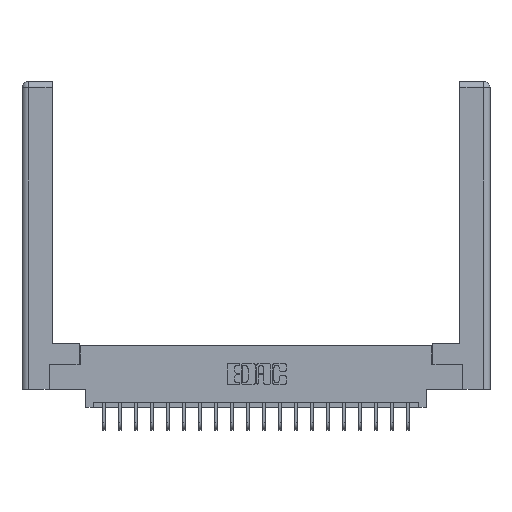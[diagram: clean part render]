
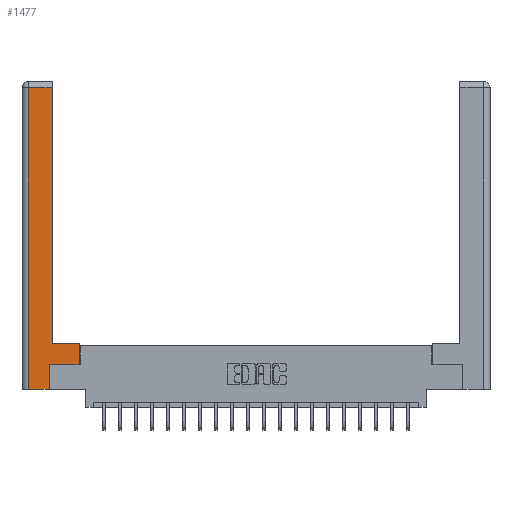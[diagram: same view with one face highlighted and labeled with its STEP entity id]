
A CAD part, top view. The second image highlights one B-rep face of the part: STEP entity #1477.
In plain terms, the highlighted planar face has unit normal (0, 0, 1).
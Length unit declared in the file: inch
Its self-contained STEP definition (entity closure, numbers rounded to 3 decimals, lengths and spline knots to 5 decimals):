
#322 = ORIENTED_EDGE ( 'NONE', *, *, #1000, .T. ) ;
#447 = VECTOR ( 'NONE', #15284, 39.37008 ) ;
#1000 = EDGE_CURVE ( 'NONE', #13605, #13007, #19945, .T. ) ;
#1477 = ADVANCED_FACE ( 'NONE', ( #18321 ), #17247, .F. ) ;
#1516 = VECTOR ( 'NONE', #20870, 39.37008 ) ;
#1697 = VERTEX_POINT ( 'NONE', #16246 ) ;
#1953 = EDGE_CURVE ( 'NONE', #13007, #1697, #5074, .T. ) ;
#2580 = VECTOR ( 'NONE', #17082, 39.37008 ) ;
#2872 = CARTESIAN_POINT ( 'NONE',  ( 0.265, 0.245, 0. ) ) ;
#3465 = CARTESIAN_POINT ( 'NONE',  ( 0.565, 0.245, 0. ) ) ;
#3676 = CARTESIAN_POINT ( 'NONE',  ( 0.295, 3., 0. ) ) ;
#3884 = DIRECTION ( 'NONE',  ( 0., -1., 0. ) ) ;
#4202 = ORIENTED_EDGE ( 'NONE', *, *, #12083, .T. ) ;
#4363 = LINE ( 'NONE', #16725, #6569 ) ;
#4466 = ORIENTED_EDGE ( 'NONE', *, *, #1953, .T. ) ;
#4581 = CARTESIAN_POINT ( 'NONE',  ( 0.0615, 2.94, 0. ) ) ;
#4626 = EDGE_CURVE ( 'NONE', #1697, #12158, #17053, .T. ) ;
#5074 = LINE ( 'NONE', #4581, #2580 ) ;
#5222 = DIRECTION ( 'NONE',  ( 0., 1., 0. ) ) ;
#5493 = ORIENTED_EDGE ( 'NONE', *, *, #4626, .T. ) ;
#5748 = CARTESIAN_POINT ( 'NONE',  ( 0.0615, 0., 0. ) ) ;
#5994 = LINE ( 'NONE', #2872, #447 ) ;
#6002 = AXIS2_PLACEMENT_3D ( 'NONE', #22628, #22696, #12036 ) ;
#6057 = DIRECTION ( 'NONE',  ( 1., 0., 0. ) ) ;
#6211 = VERTEX_POINT ( 'NONE', #17168 ) ;
#6569 = VECTOR ( 'NONE', #6057, 39.37008 ) ;
#6571 = EDGE_CURVE ( 'NONE', #12158, #13163, #4363, .T. ) ;
#7118 = EDGE_CURVE ( 'NONE', #13163, #6211, #5994, .T. ) ;
#7406 = CARTESIAN_POINT ( 'NONE',  ( 0.295, 0.45, 0. ) ) ;
#8949 = DIRECTION ( 'NONE',  ( 0., 1., 0. ) ) ;
#9502 = CARTESIAN_POINT ( 'NONE',  ( 0.295, 2.94, 0. ) ) ;
#10334 = VERTEX_POINT ( 'NONE', #11767 ) ;
#10337 = CARTESIAN_POINT ( 'NONE',  ( 0.565, 0.45, 0. ) ) ;
#11747 = CARTESIAN_POINT ( 'NONE',  ( 0.265, 0., 0. ) ) ;
#11767 = CARTESIAN_POINT ( 'NONE',  ( 0.565, 0.245, 0. ) ) ;
#12036 = DIRECTION ( 'NONE',  ( -1., 0., 0. ) ) ;
#12083 = EDGE_CURVE ( 'NONE', #10334, #18022, #14536, .T. ) ;
#12158 = VERTEX_POINT ( 'NONE', #16322 ) ;
#12951 = ORIENTED_EDGE ( 'NONE', *, *, #21210, .T. ) ;
#13007 = VERTEX_POINT ( 'NONE', #9502 ) ;
#13163 = VERTEX_POINT ( 'NONE', #11747 ) ;
#13605 = VERTEX_POINT ( 'NONE', #16647 ) ;
#13801 = CARTESIAN_POINT ( 'NONE',  ( 0.565, 0.45, 0. ) ) ;
#14273 = DIRECTION ( 'NONE',  ( 1., 0., 0. ) ) ;
#14297 = ORIENTED_EDGE ( 'NONE', *, *, #6571, .T. ) ;
#14528 = ORIENTED_EDGE ( 'NONE', *, *, #16456, .T. ) ;
#14536 = LINE ( 'NONE', #10337, #16208 ) ;
#15284 = DIRECTION ( 'NONE',  ( 0., 1., 0. ) ) ;
#15433 = LINE ( 'NONE', #7406, #1516 ) ;
#15521 = VECTOR ( 'NONE', #8949, 39.37008 ) ;
#15946 = VECTOR ( 'NONE', #3884, 39.37008 ) ;
#16208 = VECTOR ( 'NONE', #5222, 39.37008 ) ;
#16246 = CARTESIAN_POINT ( 'NONE',  ( 0.0615, 2.94, 0. ) ) ;
#16322 = CARTESIAN_POINT ( 'NONE',  ( 0.0615, 0., 0. ) ) ;
#16456 = EDGE_CURVE ( 'NONE', #6211, #10334, #18230, .T. ) ;
#16647 = CARTESIAN_POINT ( 'NONE',  ( 0.295, 0.45, 0. ) ) ;
#16725 = CARTESIAN_POINT ( 'NONE',  ( 0.265, 0., 0. ) ) ;
#17053 = LINE ( 'NONE', #5748, #15946 ) ;
#17082 = DIRECTION ( 'NONE',  ( -1., 0., 0. ) ) ;
#17168 = CARTESIAN_POINT ( 'NONE',  ( 0.265, 0.245, 0. ) ) ;
#17247 = PLANE ( 'NONE',  #6002 ) ;
#18022 = VERTEX_POINT ( 'NONE', #13801 ) ;
#18085 = EDGE_LOOP ( 'NONE', ( #322, #4466, #5493, #14297, #21814, #14528, #4202, #12951 ) ) ;
#18230 = LINE ( 'NONE', #3465, #19588 ) ;
#18321 = FACE_OUTER_BOUND ( 'NONE', #18085, .T. ) ;
#19588 = VECTOR ( 'NONE', #14273, 39.37008 ) ;
#19945 = LINE ( 'NONE', #3676, #15521 ) ;
#20870 = DIRECTION ( 'NONE',  ( -1., 0., 0. ) ) ;
#21210 = EDGE_CURVE ( 'NONE', #18022, #13605, #15433, .T. ) ;
#21814 = ORIENTED_EDGE ( 'NONE', *, *, #7118, .T. ) ;
#22628 = CARTESIAN_POINT ( 'NONE',  ( 0., 0., 0. ) ) ;
#22696 = DIRECTION ( 'NONE',  ( 0., 0., -1. ) ) ;
